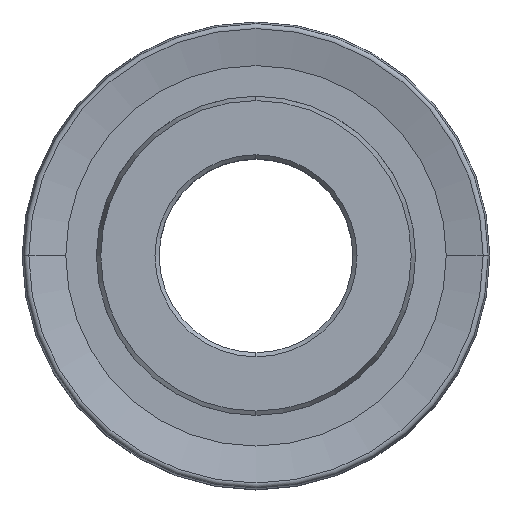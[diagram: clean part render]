
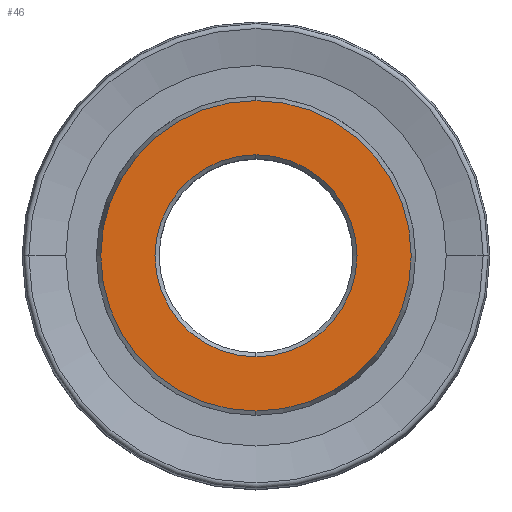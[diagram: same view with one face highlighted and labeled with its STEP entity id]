
A CAD part, top view. The second image highlights one B-rep face of the part: STEP entity #46.
In plain terms, the highlighted planar face has unit normal (0, 0, 1).
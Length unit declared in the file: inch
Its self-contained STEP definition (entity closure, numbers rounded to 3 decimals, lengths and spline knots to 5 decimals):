
#46 = ADVANCED_FACE ( 'NONE', ( #1321, #4128 ), #6065, .T. ) ;
#174 = DIRECTION ( 'NONE',  ( 0., 0., 1. ) ) ;
#305 = EDGE_CURVE ( 'NONE', #1876, #2165, #2594, .T. ) ;
#391 = CIRCLE ( 'NONE', #1683, 0.37844 ) ;
#568 = EDGE_LOOP ( 'NONE', ( #3072, #5975 ) ) ;
#571 = CARTESIAN_POINT ( 'NONE',  ( 0., 0.37844, 0.25005 ) ) ;
#1099 = CARTESIAN_POINT ( 'NONE',  ( 0., 0., 0.25005 ) ) ;
#1217 = CARTESIAN_POINT ( 'NONE',  ( 0., 0., 0.25005 ) ) ;
#1321 = FACE_OUTER_BOUND ( 'NONE', #5063, .T. ) ;
#1379 = EDGE_CURVE ( 'NONE', #2165, #1876, #391, .T. ) ;
#1450 = EDGE_CURVE ( 'NONE', #6006, #6096, #5531, .T. ) ;
#1683 = AXIS2_PLACEMENT_3D ( 'NONE', #3166, #174, #3677 ) ;
#1724 = DIRECTION ( 'NONE',  ( 0., -1., 0. ) ) ;
#1763 = AXIS2_PLACEMENT_3D ( 'NONE', #1099, #4584, #4085 ) ;
#1782 = DIRECTION ( 'NONE',  ( 0., 0., 1. ) ) ;
#1876 = VERTEX_POINT ( 'NONE', #571 ) ;
#2007 = CARTESIAN_POINT ( 'NONE',  ( 0., -0.24622, 0.25005 ) ) ;
#2165 = VERTEX_POINT ( 'NONE', #4457 ) ;
#2348 = AXIS2_PLACEMENT_3D ( 'NONE', #1217, #4721, #1724 ) ;
#2507 = DIRECTION ( 'NONE',  ( 0., 0., -1. ) ) ;
#2560 = AXIS2_PLACEMENT_3D ( 'NONE', #5486, #2507, #5994 ) ;
#2594 = CIRCLE ( 'NONE', #2981, 0.37844 ) ;
#2981 = AXIS2_PLACEMENT_3D ( 'NONE', #4776, #1782, #5256 ) ;
#3072 = ORIENTED_EDGE ( 'NONE', *, *, #1450, .T. ) ;
#3166 = CARTESIAN_POINT ( 'NONE',  ( 0., 0., 0.25005 ) ) ;
#3195 = EDGE_CURVE ( 'NONE', #6096, #6006, #5847, .T. ) ;
#3677 = DIRECTION ( 'NONE',  ( 0., -1., 0. ) ) ;
#4085 = DIRECTION ( 'NONE',  ( 0., 1., 0. ) ) ;
#4128 = FACE_BOUND ( 'NONE', #568, .T. ) ;
#4457 = CARTESIAN_POINT ( 'NONE',  ( 0., -0.37844, 0.25005 ) ) ;
#4575 = CARTESIAN_POINT ( 'NONE',  ( 0., 0.24622, 0.25005 ) ) ;
#4584 = DIRECTION ( 'NONE',  ( 0., 0., 1. ) ) ;
#4721 = DIRECTION ( 'NONE',  ( 0., 0., -1. ) ) ;
#4776 = CARTESIAN_POINT ( 'NONE',  ( 0., 0., 0.25005 ) ) ;
#5063 = EDGE_LOOP ( 'NONE', ( #5839, #5995 ) ) ;
#5256 = DIRECTION ( 'NONE',  ( 0., -1., 0. ) ) ;
#5486 = CARTESIAN_POINT ( 'NONE',  ( 0., 0., 0.25005 ) ) ;
#5531 = CIRCLE ( 'NONE', #2348, 0.24622 ) ;
#5839 = ORIENTED_EDGE ( 'NONE', *, *, #305, .T. ) ;
#5847 = CIRCLE ( 'NONE', #2560, 0.24622 ) ;
#5975 = ORIENTED_EDGE ( 'NONE', *, *, #3195, .T. ) ;
#5994 = DIRECTION ( 'NONE',  ( 0., -1., 0. ) ) ;
#5995 = ORIENTED_EDGE ( 'NONE', *, *, #1379, .T. ) ;
#6006 = VERTEX_POINT ( 'NONE', #2007 ) ;
#6065 = PLANE ( 'NONE',  #1763 ) ;
#6096 = VERTEX_POINT ( 'NONE', #4575 ) ;
